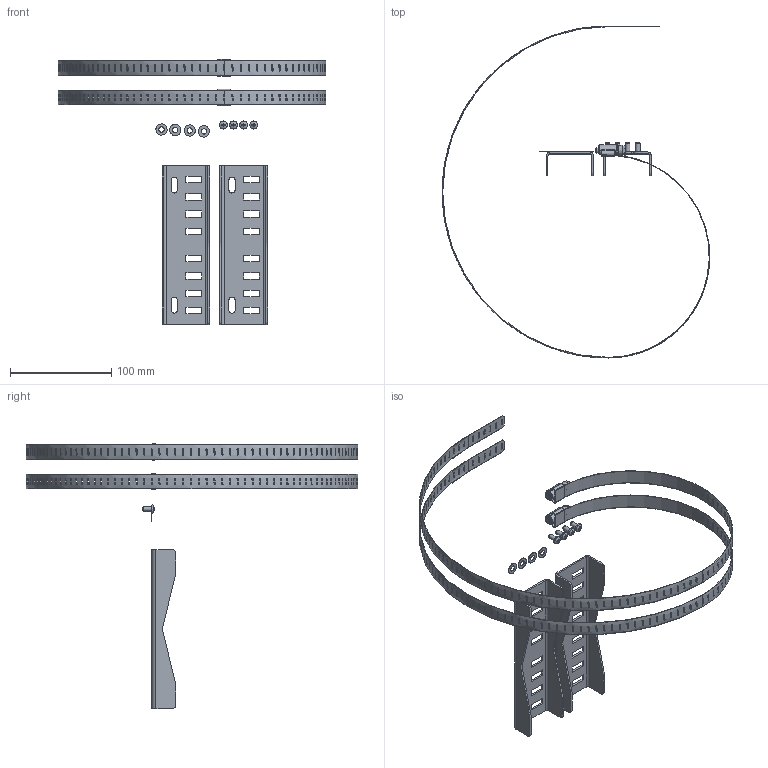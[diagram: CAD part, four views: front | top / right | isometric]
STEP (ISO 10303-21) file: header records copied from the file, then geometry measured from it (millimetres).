
FILE_DESCRIPTION (( 'STEP AP203' ), '1' );
FILE_NAME ('PMB110127KIT3.step', '2020-11-12T19:13:32', ( 'ADC123' ), ( 'Microsoft' ), 'SwSTEP 2.0', 'SolidWorks 2019', '' );
FILE_SCHEMA (( 'CONFIG_CONTROL_DESIGN' ));
Length unit declared in the file: inch
Products named in the file (1): PMB110127KIT3
Bounding box: 264.08 x 327.58 x 261.78 mm (x, y, z)
Volume: 59233.3 mm3; surface area: 107081.3 mm2
Topology: 14 solids, 14 shells, 1118 faces, 3274 edges, 2184 vertices
Faces by surface type: plane 640, cylinder 436, cone 28, bspline 14
Full cylindrical faces by diameter (mm): 4.47 x4, 5.08 x4, 5.207 x4, 5.588 x2, 7.937 x2, 11.125 x4
Entity records: 42613 total; most frequent: CARTESIAN_POINT 15639, ORIENTED_EDGE 6456, DIRECTION 4158, EDGE_CURVE 3228, VERTEX_POINT 2172, EDGE_LOOP 1580, VECTOR 1408, LINE 1408
